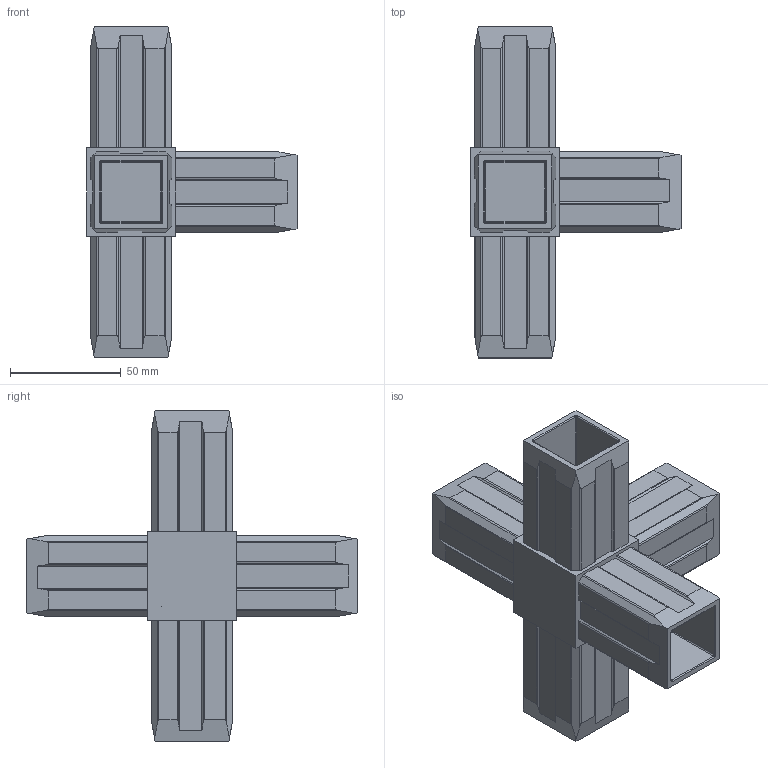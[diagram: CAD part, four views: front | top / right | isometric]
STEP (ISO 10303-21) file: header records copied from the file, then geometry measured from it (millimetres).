
FILE_DESCRIPTION (( 'STEP AP214' ), '1' );
FILE_NAME ('Spojka 5T.STEP', '2021-01-18T10:13:40', ( '' ), ( '' ), 'SwSTEP 2.0', 'SolidWorks 2019', '' );
FILE_SCHEMA (( 'AUTOMOTIVE_DESIGN' ));
Length unit declared in the file: millimetre
Products named in the file (1): Spojka 5T
Bounding box: 95 x 150 x 150 mm (x, y, z)
Volume: 181183.6 mm3; surface area: 80993.3 mm2
Topology: 1 solids, 1 shells, 352 faces, 946 edges, 590 vertices
Faces by surface type: plane 180, cylinder 138, torus 18, sphere 16
Entity records: 10772 total; most frequent: CARTESIAN_POINT 2137, ORIENTED_EDGE 1860, DIRECTION 1748, EDGE_CURVE 930, LINE 642, VECTOR 642, VERTEX_POINT 590, AXIS2_PLACEMENT_3D 553
